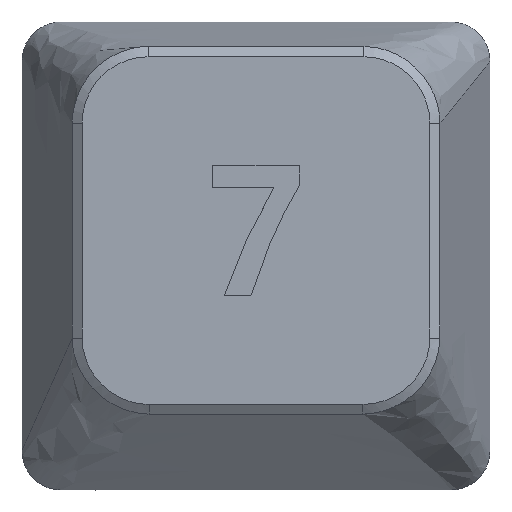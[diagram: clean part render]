
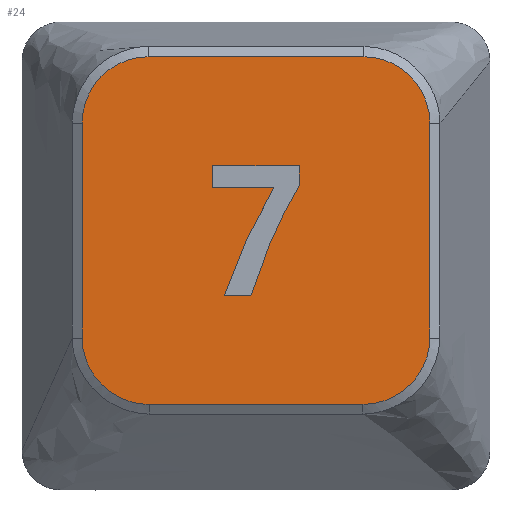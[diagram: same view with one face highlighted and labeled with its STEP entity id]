
A CAD part, top view. The second image highlights one B-rep face of the part: STEP entity #24.
In plain terms, the highlighted planar face has unit normal (0, 0, 1).
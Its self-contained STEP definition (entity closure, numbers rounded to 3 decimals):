
#17=FACE_BOUND('',#151,.T.);
#24=ADVANCED_FACE('',(#86,#17),#971,.T.);
#86=FACE_OUTER_BOUND('',#150,.T.);
#150=EDGE_LOOP('',(#245,#246,#247,#248,#249,#250,#251,#252));
#151=EDGE_LOOP('',(#253,#254,#255,#256,#257,#258,#259));
#245=ORIENTED_EDGE('',*,*,#537,.T.);
#246=ORIENTED_EDGE('',*,*,#557,.T.);
#247=ORIENTED_EDGE('',*,*,#555,.T.);
#248=ORIENTED_EDGE('',*,*,#553,.T.);
#249=ORIENTED_EDGE('',*,*,#551,.T.);
#250=ORIENTED_EDGE('',*,*,#534,.T.);
#251=ORIENTED_EDGE('',*,*,#548,.T.);
#252=ORIENTED_EDGE('',*,*,#546,.T.);
#253=ORIENTED_EDGE('',*,*,#642,.F.);
#254=ORIENTED_EDGE('',*,*,#641,.F.);
#255=ORIENTED_EDGE('',*,*,#640,.F.);
#256=ORIENTED_EDGE('',*,*,#639,.F.);
#257=ORIENTED_EDGE('',*,*,#638,.F.);
#258=ORIENTED_EDGE('',*,*,#637,.F.);
#259=ORIENTED_EDGE('',*,*,#636,.F.);
#534=EDGE_CURVE('',#850,#849,#717,.T.);
#537=EDGE_CURVE('',#840,#854,#720,.T.);
#546=EDGE_CURVE('',#848,#840,#729,.T.);
#548=EDGE_CURVE('',#849,#848,#731,.T.);
#551=EDGE_CURVE('',#851,#850,#734,.T.);
#553=EDGE_CURVE('',#852,#851,#736,.T.);
#555=EDGE_CURVE('',#853,#852,#738,.T.);
#557=EDGE_CURVE('',#854,#853,#740,.T.);
#636=EDGE_CURVE('',#899,#900,#805,.T.);
#637=EDGE_CURVE('',#900,#901,#806,.T.);
#638=EDGE_CURVE('',#901,#902,#807,.T.);
#639=EDGE_CURVE('',#902,#903,#808,.T.);
#640=EDGE_CURVE('',#903,#904,#809,.T.);
#641=EDGE_CURVE('',#904,#905,#810,.T.);
#642=EDGE_CURVE('',#905,#899,#811,.T.);
#717=B_SPLINE_CURVE_WITH_KNOTS('',3,(#1494,#1495,#1496,#1497),
 .UNSPECIFIED.,.F.,.F.,(4,4),(-20.393,-12.086),
 .UNSPECIFIED.);
#720=B_SPLINE_CURVE_WITH_KNOTS('',3,(#1504,#1505,#1506,#1507,#1508),
 .UNSPECIFIED.,.F.,.F.,(4,1,4),(-48.917,-46.906,-44.896),
 .UNSPECIFIED.);
#729=B_SPLINE_CURVE_WITH_KNOTS('',3,(#1543,#1544,#1545,#1546),
 .UNSPECIFIED.,.F.,.F.,(4,4),(-8.095,0.17),
 .UNSPECIFIED.);
#731=B_SPLINE_CURVE_WITH_KNOTS('',3,(#1549,#1550,#1551,#1552,#1553),
 .UNSPECIFIED.,.F.,.F.,(4,1,4),(-12.086,-10.092,-8.095),
 .UNSPECIFIED.);
#734=B_SPLINE_CURVE_WITH_KNOTS('',3,(#1558,#1559,#1560,#1561,#1562),
 .UNSPECIFIED.,.F.,.F.,(4,1,4),(-24.384,-22.386,-20.393),
 .UNSPECIFIED.);
#736=B_SPLINE_CURVE_WITH_KNOTS('',3,(#1565,#1566,#1567,#1568),
 .UNSPECIFIED.,.F.,.F.,(4,4),(-32.649,-24.384),
 .UNSPECIFIED.);
#738=B_SPLINE_CURVE_WITH_KNOTS('',3,(#1571,#1572,#1573,#1574,#1575),
 .UNSPECIFIED.,.F.,.F.,(4,1,4),(-36.669,-34.66,-32.649),
 .UNSPECIFIED.);
#740=B_SPLINE_CURVE_WITH_KNOTS('',3,(#1578,#1579,#1580,#1581),
 .UNSPECIFIED.,.F.,.F.,(4,4),(-44.896,-36.669),
 .UNSPECIFIED.);
#805=B_SPLINE_CURVE_WITH_KNOTS('',1,(#1851,#1852),.UNSPECIFIED.,.F.,.F.,
(2,2),(0.,0.768),.UNSPECIFIED.);
#806=B_SPLINE_CURVE_WITH_KNOTS('',1,(#1853,#1854),.UNSPECIFIED.,.F.,.F.,
(2,2),(0.768,4.102),.UNSPECIFIED.);
#807=B_SPLINE_CURVE_WITH_KNOTS('',1,(#1855,#1856),.UNSPECIFIED.,.F.,.F.,
(2,2),(4.102,4.948),.UNSPECIFIED.);
#808=B_SPLINE_CURVE_WITH_KNOTS('',1,(#1857,#1858),.UNSPECIFIED.,.F.,.F.,
(2,2),(4.948,7.305),.UNSPECIFIED.);
#809=B_SPLINE_CURVE_WITH_KNOTS('',3,(#1859,#1860,#1861,#1862),
 .UNSPECIFIED.,.F.,.F.,(4,4),(7.305,8.305),.UNSPECIFIED.);
#810=B_SPLINE_CURVE_WITH_KNOTS('',1,(#1863,#1864),.UNSPECIFIED.,.F.,.F.,
(2,2),(8.305,9.305),.UNSPECIFIED.);
#811=B_SPLINE_CURVE_WITH_KNOTS('',3,(#1865,#1866,#1867,#1868),
 .UNSPECIFIED.,.F.,.F.,(4,4),(9.305,10.305),.UNSPECIFIED.);
#840=VERTEX_POINT('',#1348);
#848=VERTEX_POINT('',#1356);
#849=VERTEX_POINT('',#1357);
#850=VERTEX_POINT('',#1358);
#851=VERTEX_POINT('',#1359);
#852=VERTEX_POINT('',#1360);
#853=VERTEX_POINT('',#1361);
#854=VERTEX_POINT('',#1362);
#899=VERTEX_POINT('',#1407);
#900=VERTEX_POINT('',#1408);
#901=VERTEX_POINT('',#1409);
#902=VERTEX_POINT('',#1410);
#903=VERTEX_POINT('',#1411);
#904=VERTEX_POINT('',#1412);
#905=VERTEX_POINT('',#1413);
#971=PLANE('',#1037);
#1037=AXIS2_PLACEMENT_3D('',#1299,#1086,$);
#1086=DIRECTION('',(0.,0.,1.));
#1299=CARTESIAN_POINT('',(-2.14,27.14,14.));
#1348=CARTESIAN_POINT('',(-1.688,15.83,14.));
#1356=CARTESIAN_POINT('',(-1.688,24.095,14.));
#1357=CARTESIAN_POINT('',(0.847,26.647,14.));
#1358=CARTESIAN_POINT('',(9.153,26.647,14.));
#1359=CARTESIAN_POINT('',(11.688,24.095,14.));
#1360=CARTESIAN_POINT('',(11.688,15.83,14.));
#1361=CARTESIAN_POINT('',(9.114,13.277,14.));
#1362=CARTESIAN_POINT('',(0.886,13.277,14.));
#1407=CARTESIAN_POINT('',(6.667,21.694,14.));
#1408=CARTESIAN_POINT('',(6.667,22.462,14.));
#1409=CARTESIAN_POINT('',(3.333,22.462,14.));
#1410=CARTESIAN_POINT('',(3.333,21.616,14.));
#1411=CARTESIAN_POINT('',(5.69,21.616,14.));
#1412=CARTESIAN_POINT('',(3.783,17.462,14.));
#1413=CARTESIAN_POINT('',(4.805,17.462,14.));
#1494=CARTESIAN_POINT('',(9.153,26.647,14.));
#1495=CARTESIAN_POINT('',(6.384,26.647,14.));
#1496=CARTESIAN_POINT('',(3.616,26.647,14.));
#1497=CARTESIAN_POINT('',(0.847,26.647,14.));
#1504=CARTESIAN_POINT('',(-1.688,15.83,14.));
#1505=CARTESIAN_POINT('',(-1.691,15.157,14.));
#1506=CARTESIAN_POINT('',(-1.112,13.835,14.));
#1507=CARTESIAN_POINT('',(0.215,13.274,14.));
#1508=CARTESIAN_POINT('',(0.886,13.277,14.));
#1543=CARTESIAN_POINT('',(-1.688,24.095,14.));
#1544=CARTESIAN_POINT('',(-1.688,21.34,14.));
#1545=CARTESIAN_POINT('',(-1.688,18.585,14.));
#1546=CARTESIAN_POINT('',(-1.688,15.83,14.));
#1549=CARTESIAN_POINT('',(0.847,26.647,14.));
#1550=CARTESIAN_POINT('',(0.18,26.651,14.));
#1551=CARTESIAN_POINT('',(-1.136,26.082,14.));
#1552=CARTESIAN_POINT('',(-1.691,24.762,14.));
#1553=CARTESIAN_POINT('',(-1.688,24.095,14.));
#1558=CARTESIAN_POINT('',(11.688,24.095,14.));
#1559=CARTESIAN_POINT('',(11.691,24.762,14.));
#1560=CARTESIAN_POINT('',(11.136,26.082,14.));
#1561=CARTESIAN_POINT('',(9.82,26.651,14.));
#1562=CARTESIAN_POINT('',(9.153,26.647,14.));
#1565=CARTESIAN_POINT('',(11.688,15.83,14.));
#1566=CARTESIAN_POINT('',(11.688,18.585,14.));
#1567=CARTESIAN_POINT('',(11.688,21.34,14.));
#1568=CARTESIAN_POINT('',(11.688,24.095,14.));
#1571=CARTESIAN_POINT('',(9.114,13.277,14.));
#1572=CARTESIAN_POINT('',(9.785,13.274,14.));
#1573=CARTESIAN_POINT('',(11.112,13.835,14.));
#1574=CARTESIAN_POINT('',(11.691,15.157,14.));
#1575=CARTESIAN_POINT('',(11.688,15.83,14.));
#1578=CARTESIAN_POINT('',(0.886,13.277,14.));
#1579=CARTESIAN_POINT('',(3.629,13.277,14.));
#1580=CARTESIAN_POINT('',(6.371,13.277,14.));
#1581=CARTESIAN_POINT('',(9.114,13.277,14.));
#1851=CARTESIAN_POINT('',(6.667,21.694,14.));
#1852=CARTESIAN_POINT('',(6.667,22.462,14.));
#1853=CARTESIAN_POINT('',(6.667,22.462,14.));
#1854=CARTESIAN_POINT('',(3.333,22.462,14.));
#1855=CARTESIAN_POINT('',(3.333,22.462,14.));
#1856=CARTESIAN_POINT('',(3.333,21.616,14.));
#1857=CARTESIAN_POINT('',(3.333,21.616,14.));
#1858=CARTESIAN_POINT('',(5.69,21.616,14.));
#1859=CARTESIAN_POINT('',(5.69,21.616,14.));
#1860=CARTESIAN_POINT('',(5.085,20.607,14.));
#1861=CARTESIAN_POINT('',(4.128,18.686,14.));
#1862=CARTESIAN_POINT('',(3.783,17.462,14.));
#1863=CARTESIAN_POINT('',(3.783,17.462,14.));
#1864=CARTESIAN_POINT('',(4.805,17.462,14.));
#1865=CARTESIAN_POINT('',(4.805,17.462,14.));
#1866=CARTESIAN_POINT('',(5.189,18.777,14.));
#1867=CARTESIAN_POINT('',(6.003,20.626,14.));
#1868=CARTESIAN_POINT('',(6.667,21.694,14.));
